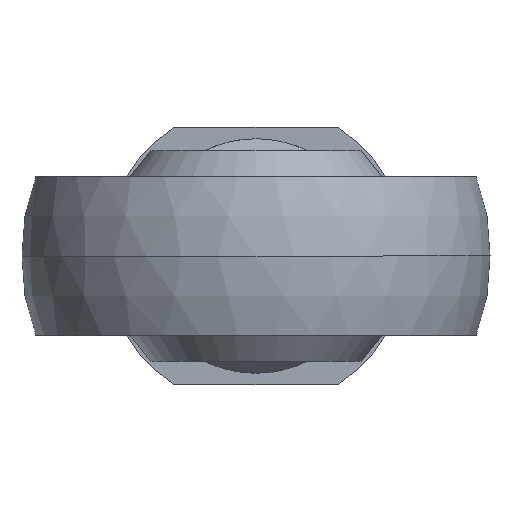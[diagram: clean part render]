
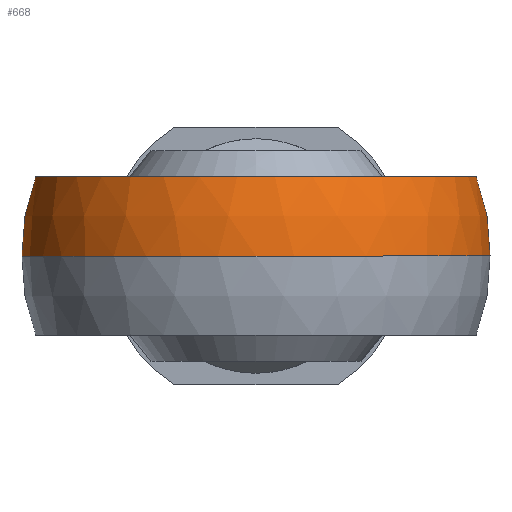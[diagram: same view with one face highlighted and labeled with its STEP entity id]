
A CAD part, left-side view. The second image highlights one B-rep face of the part: STEP entity #668.
In plain terms, the highlighted spherical face has radius 10 mm.
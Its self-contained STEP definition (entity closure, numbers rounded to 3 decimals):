
#5 = ORIENTED_EDGE ( 'NONE', *, *, #84, .F. ) ;
#34 = AXIS2_PLACEMENT_3D ( 'NONE', #332, #614, #900 ) ;
#45 = CARTESIAN_POINT ( 'NONE',  ( 5.212, 0., 0. ) ) ;
#84 = EDGE_CURVE ( 'NONE', #314, #185, #154, .T. ) ;
#96 = CARTESIAN_POINT ( 'NONE',  ( 5.212, -7.839, 3.375 ) ) ;
#106 = CIRCLE ( 'NONE', #685, 10. ) ;
#112 = DIRECTION ( 'NONE',  ( 0., 0., 1. ) ) ;
#154 = CIRCLE ( 'NONE', #34, 8.535 ) ;
#165 = DIRECTION ( 'NONE',  ( 0., 0., -1. ) ) ;
#173 = AXIS2_PLACEMENT_3D ( 'NONE', #230, #112, #734 ) ;
#185 = VERTEX_POINT ( 'NONE', #219 ) ;
#219 = CARTESIAN_POINT ( 'NONE',  ( 5.212, -8.535, 0. ) ) ;
#230 = CARTESIAN_POINT ( 'NONE',  ( 0., 0., 0. ) ) ;
#237 = SPHERICAL_SURFACE ( 'NONE', #173, 10. ) ;
#243 = ORIENTED_EDGE ( 'NONE', *, *, #490, .T. ) ;
#280 = VERTEX_POINT ( 'NONE', #586 ) ;
#310 = ORIENTED_EDGE ( 'NONE', *, *, #736, .F. ) ;
#314 = VERTEX_POINT ( 'NONE', #96 ) ;
#332 = CARTESIAN_POINT ( 'NONE',  ( 5.212, 0., 0. ) ) ;
#341 = CARTESIAN_POINT ( 'NONE',  ( 0., 0., 0. ) ) ;
#355 = ORIENTED_EDGE ( 'NONE', *, *, #588, .F. ) ;
#420 = DIRECTION ( 'NONE',  ( 0., 0., -1. ) ) ;
#423 = DIRECTION ( 'NONE',  ( -1., 0., 0. ) ) ;
#426 = DIRECTION ( 'NONE',  ( 1., 0., 0. ) ) ;
#444 = AXIS2_PLACEMENT_3D ( 'NONE', #45, #426, #165 ) ;
#449 = CARTESIAN_POINT ( 'NONE',  ( 0., 0., 0. ) ) ;
#453 = FACE_OUTER_BOUND ( 'NONE', #645, .T. ) ;
#476 = CIRCLE ( 'NONE', #780, 10. ) ;
#486 = CARTESIAN_POINT ( 'NONE',  ( 0., 0., 3.375 ) ) ;
#490 = EDGE_CURVE ( 'NONE', #314, #594, #891, .T. ) ;
#501 = DIRECTION ( 'NONE',  ( 0., 0., 1. ) ) ;
#540 = AXIS2_PLACEMENT_3D ( 'NONE', #486, #420, #904 ) ;
#586 = CARTESIAN_POINT ( 'NONE',  ( 5.212, 8.535, 0. ) ) ;
#588 = EDGE_CURVE ( 'NONE', #817, #280, #476, .T. ) ;
#594 = VERTEX_POINT ( 'NONE', #630 ) ;
#614 = DIRECTION ( 'NONE',  ( 1., 0., 0. ) ) ;
#630 = CARTESIAN_POINT ( 'NONE',  ( 5.212, 7.839, 3.375 ) ) ;
#637 = DIRECTION ( 'NONE',  ( 0., -1., 0. ) ) ;
#645 = EDGE_LOOP ( 'NONE', ( #355, #857, #5, #243, #310 ) ) ;
#668 = ADVANCED_FACE ( 'NONE', ( #453 ), #237, .T. ) ;
#685 = AXIS2_PLACEMENT_3D ( 'NONE', #449, #501, #637 ) ;
#697 = EDGE_CURVE ( 'NONE', #817, #185, #106, .T. ) ;
#734 = DIRECTION ( 'NONE',  ( 0., 1., 0. ) ) ;
#736 = EDGE_CURVE ( 'NONE', #280, #594, #760, .T. ) ;
#760 = CIRCLE ( 'NONE', #444, 8.535 ) ;
#761 = CARTESIAN_POINT ( 'NONE',  ( -10., 0., 0. ) ) ;
#780 = AXIS2_PLACEMENT_3D ( 'NONE', #341, #854, #423 ) ;
#817 = VERTEX_POINT ( 'NONE', #761 ) ;
#854 = DIRECTION ( 'NONE',  ( 0., 0., -1. ) ) ;
#857 = ORIENTED_EDGE ( 'NONE', *, *, #697, .T. ) ;
#891 = CIRCLE ( 'NONE', #540, 9.413 ) ;
#900 = DIRECTION ( 'NONE',  ( 0., 0., -1. ) ) ;
#904 = DIRECTION ( 'NONE',  ( 1., 0., 0. ) ) ;
